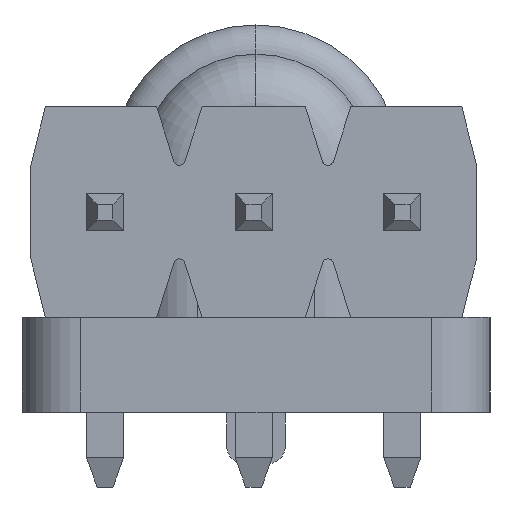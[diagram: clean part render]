
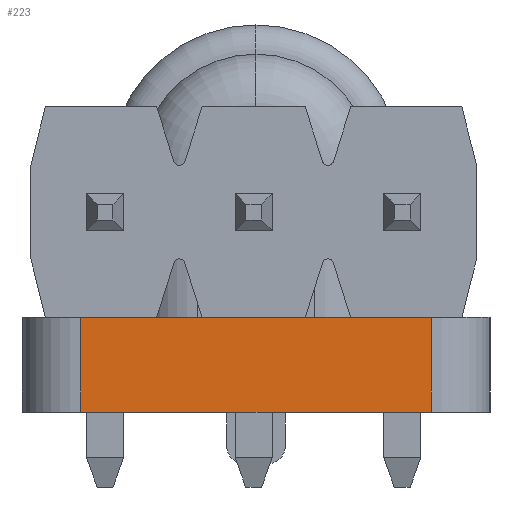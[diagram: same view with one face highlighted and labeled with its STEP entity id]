
A CAD part, left-side view. The second image highlights one B-rep face of the part: STEP entity #223.
In plain terms, the highlighted planar face has unit normal (-1, 0, 0).
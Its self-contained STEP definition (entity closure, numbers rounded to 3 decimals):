
#57 = EDGE_CURVE('',#58,#60,#62,.T.);
#58 = VERTEX_POINT('',#59);
#59 = CARTESIAN_POINT('',(10.,1.,0.));
#60 = VERTEX_POINT('',#61);
#61 = CARTESIAN_POINT('',(10.,1.,1.619));
#62 = LINE('',#63,#64);
#63 = CARTESIAN_POINT('',(10.,1.,0.));
#64 = VECTOR('',#65,1.);
#65 = DIRECTION('',(0.,0.,1.));
#196 = VERTEX_POINT('',#197);
#197 = CARTESIAN_POINT('',(10.,7.,1.619));
#204 = EDGE_CURVE('',#205,#196,#207,.T.);
#205 = VERTEX_POINT('',#206);
#206 = CARTESIAN_POINT('',(10.,7.,0.));
#207 = LINE('',#208,#209);
#208 = CARTESIAN_POINT('',(10.,7.,0.));
#209 = VECTOR('',#210,1.);
#210 = DIRECTION('',(0.,0.,1.));
#223 = ADVANCED_FACE('',(#224),#240,.F.);
#224 = FACE_BOUND('',#225,.F.);
#225 = EDGE_LOOP('',(#226,#227,#233,#234));
#226 = ORIENTED_EDGE('',*,*,#204,.T.);
#227 = ORIENTED_EDGE('',*,*,#228,.T.);
#228 = EDGE_CURVE('',#196,#60,#229,.T.);
#229 = LINE('',#230,#231);
#230 = CARTESIAN_POINT('',(10.,7.,1.619));
#231 = VECTOR('',#232,1.);
#232 = DIRECTION('',(0.,-1.,0.));
#233 = ORIENTED_EDGE('',*,*,#57,.F.);
#234 = ORIENTED_EDGE('',*,*,#235,.F.);
#235 = EDGE_CURVE('',#205,#58,#236,.T.);
#236 = LINE('',#237,#238);
#237 = CARTESIAN_POINT('',(10.,7.,0.));
#238 = VECTOR('',#239,1.);
#239 = DIRECTION('',(0.,-1.,0.));
#240 = PLANE('',#241);
#241 = AXIS2_PLACEMENT_3D('',#242,#243,#244);
#242 = CARTESIAN_POINT('',(10.,7.,0.));
#243 = DIRECTION('',(1.,0.,-0.));
#244 = DIRECTION('',(0.,-1.,0.));
